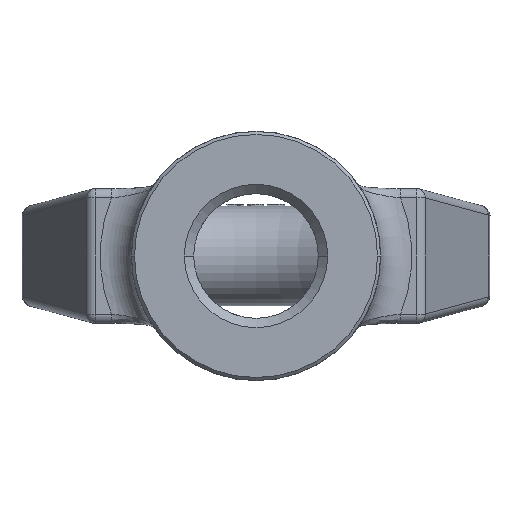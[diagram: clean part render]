
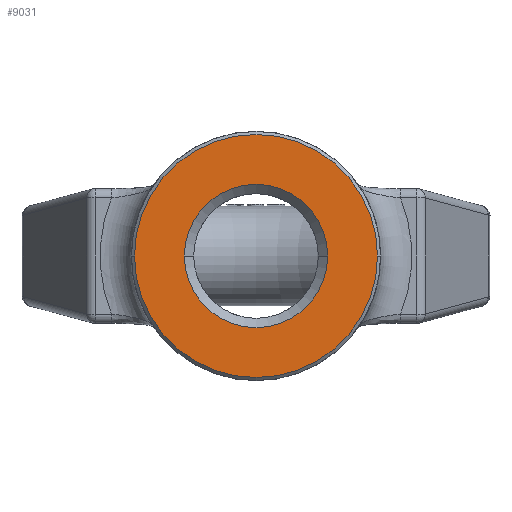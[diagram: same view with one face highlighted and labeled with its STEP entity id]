
A CAD part, front view. The second image highlights one B-rep face of the part: STEP entity #9031.
In plain terms, the highlighted planar face has unit normal (0, -1, 0).
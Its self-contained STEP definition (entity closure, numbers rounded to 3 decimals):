
#2020=CARTESIAN_POINT('',(0.,-35.,0.));
#2021=DIRECTION('',(0.,-1.,0.));
#2022=DIRECTION('',(-1.,0.,0.));
#2023=AXIS2_PLACEMENT_3D('',#2020,#2021,#2022);
#2025=CARTESIAN_POINT('',(0.,-35.,0.));
#2026=DIRECTION('',(0.,1.,0.));
#2027=DIRECTION('',(-1.,0.,0.));
#2028=AXIS2_PLACEMENT_3D('',#2025,#2026,#2027);
#2030=CARTESIAN_POINT('',(0.,-35.,0.));
#2031=DIRECTION('',(0.,-1.,0.));
#2032=DIRECTION('',(-1.,0.,0.));
#2033=AXIS2_PLACEMENT_3D('',#2030,#2031,#2032);
#2035=CARTESIAN_POINT('',(0.,-35.,0.));
#2036=DIRECTION('',(0.,-1.,0.));
#2037=DIRECTION('',(1.,0.,0.));
#2038=AXIS2_PLACEMENT_3D('',#2035,#2036,#2037);
#6238=CARTESIAN_POINT('',(-11.5,-35.,0.));
#6239=CARTESIAN_POINT('',(11.5,-35.,0.));
#6240=VERTEX_POINT('',#6238);
#6241=VERTEX_POINT('',#6239);
#6248=CARTESIAN_POINT('',(-19.5,-35.,0.));
#6249=VERTEX_POINT('',#6248);
#6250=CARTESIAN_POINT('',(19.5,-35.,0.));
#6251=VERTEX_POINT('',#6250);
#9015=CARTESIAN_POINT('',(0.,-35.,0.));
#9016=DIRECTION('',(0.,1.,0.));
#9017=DIRECTION('',(1.,0.,0.));
#9018=AXIS2_PLACEMENT_3D('',#9015,#9016,#9017);
#9019=PLANE('',#9018);
#9021=ORIENTED_EDGE('',*,*,#9020,.F.);
#9023=ORIENTED_EDGE('',*,*,#9022,.T.);
#9024=EDGE_LOOP('',(#9021,#9023));
#9025=FACE_OUTER_BOUND('',#9024,.F.);
#9026=ORIENTED_EDGE('',*,*,#9005,.T.);
#9028=ORIENTED_EDGE('',*,*,#9027,.T.);
#9029=EDGE_LOOP('',(#9026,#9028));
#9030=FACE_BOUND('',#9029,.F.);
#9031=ADVANCED_FACE('',(#9025,#9030),#9019,.F.);
#2024=CIRCLE('',#2023,19.5);
#2029=CIRCLE('',#2028,19.5);
#2034=CIRCLE('',#2033,11.5);
#2039=CIRCLE('',#2038,11.5);
#9005=EDGE_CURVE('',#6240,#6241,#2034,.T.);
#9020=EDGE_CURVE('',#6249,#6251,#2024,.T.);
#9022=EDGE_CURVE('',#6249,#6251,#2029,.T.);
#9027=EDGE_CURVE('',#6241,#6240,#2039,.T.);
